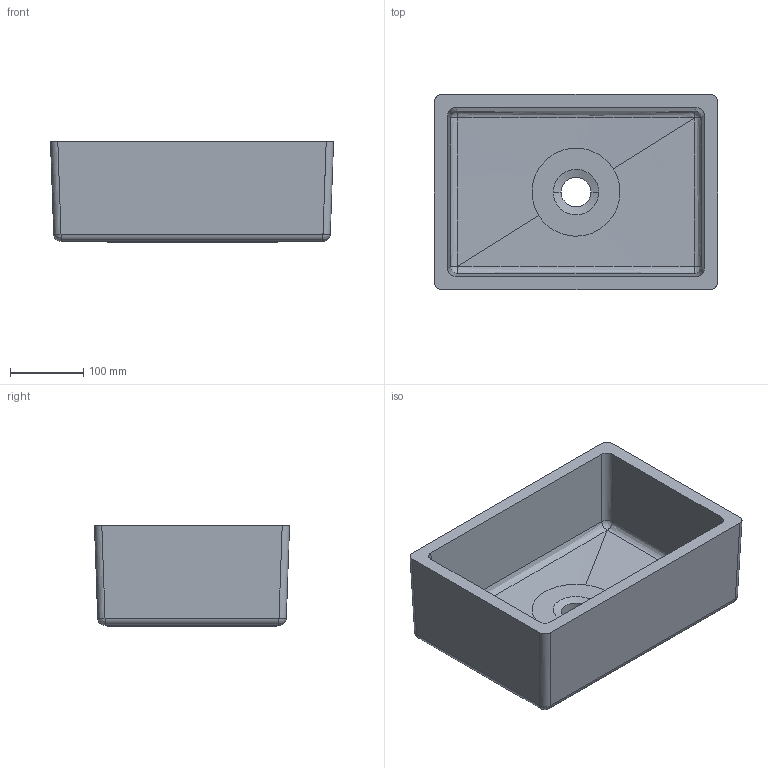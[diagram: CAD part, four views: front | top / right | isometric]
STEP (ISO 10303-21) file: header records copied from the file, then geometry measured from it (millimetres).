
FILE_DESCRIPTION(/* description */ (''),/* implementation_level */ '2;1');
FILE_NAME(/* name */ 'BLOCKI~1',/* time_stamp */ '2022-02-08T13:09:27+02:00',/* author */ (''),/* organization */ (''),/* preprocessor_version */ 'ST-DEVELOPER v15',/* originating_system */ '',/* authorisation */ '');
FILE_SCHEMA (('AUTOMOTIVE_DESIGN'));
Length unit declared in the file: millimetre
Products named in the file (1): Document
Bounding box: 386.02 x 266.02 x 137.59 mm (x, y, z)
Surface area: 491011.9 mm2 (no closed solid volume)
Topology: 0 solids, 1 shells, 50 faces, 134 edges, 64 vertices
Faces by surface type: bspline 34, plane 16
Entity records: 2174 total; most frequent: CARTESIAN_POINT 1435, ORIENTED_EDGE 228, EDGE_CURVE 126, B_SPLINE_CURVE_WITH_KNOTS 86, VERTEX_POINT 64, EDGE_LOOP 54, ADVANCED_FACE 50, FACE_OUTER_BOUND 50
